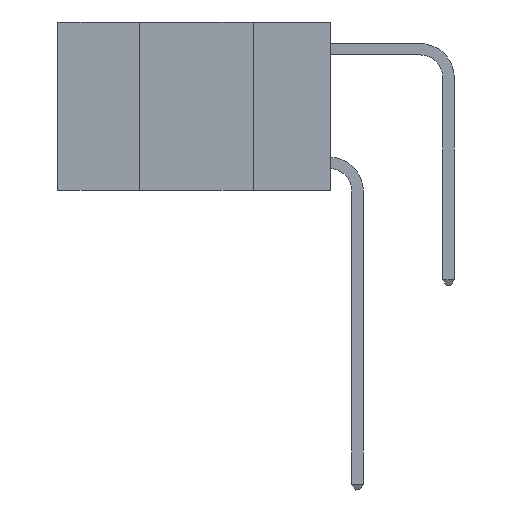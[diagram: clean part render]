
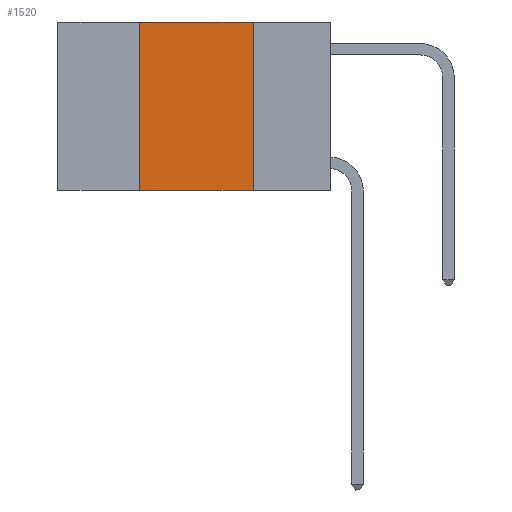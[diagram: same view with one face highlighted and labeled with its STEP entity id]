
A CAD part, left-side view. The second image highlights one B-rep face of the part: STEP entity #1520.
In plain terms, the highlighted planar face has unit normal (-1, 0, 0).
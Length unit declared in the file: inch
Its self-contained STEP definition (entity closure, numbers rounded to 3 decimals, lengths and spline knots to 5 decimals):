
#508 = VERTEX_POINT ( 'NONE', #1631 ) ;
#871 = ORIENTED_EDGE ( 'NONE', *, *, #9495, .F. ) ;
#1520 = ADVANCED_FACE ( 'NONE', ( #3643 ), #14290, .F. ) ;
#1631 = CARTESIAN_POINT ( 'NONE',  ( 0., 0.42, -0.37 ) ) ;
#1859 = VERTEX_POINT ( 'NONE', #12669 ) ;
#2070 = CARTESIAN_POINT ( 'NONE',  ( 0., 0.6, -0.37 ) ) ;
#2122 = EDGE_CURVE ( 'NONE', #508, #9515, #13641, .T. ) ;
#2132 = ORIENTED_EDGE ( 'NONE', *, *, #3658, .F. ) ;
#2889 = CARTESIAN_POINT ( 'NONE',  ( 0., 0.6, 0. ) ) ;
#2908 = LINE ( 'NONE', #10227, #14727 ) ;
#3156 = EDGE_LOOP ( 'NONE', ( #2132, #871, #7492, #6883 ) ) ;
#3643 = FACE_OUTER_BOUND ( 'NONE', #3156, .T. ) ;
#3658 = EDGE_CURVE ( 'NONE', #5366, #1859, #10035, .T. ) ;
#3963 = DIRECTION ( 'NONE',  ( 0., 0., 1. ) ) ;
#4896 = VECTOR ( 'NONE', #3963, 39.37008 ) ;
#5297 = DIRECTION ( 'NONE',  ( 0., 0., -1. ) ) ;
#5366 = VERTEX_POINT ( 'NONE', #8447 ) ;
#5720 = DIRECTION ( 'NONE',  ( 0., -1., 0. ) ) ;
#6001 = LINE ( 'NONE', #2070, #6344 ) ;
#6344 = VECTOR ( 'NONE', #8918, 39.37008 ) ;
#6686 = VECTOR ( 'NONE', #6911, 39.37008 ) ;
#6883 = ORIENTED_EDGE ( 'NONE', *, *, #13599, .T. ) ;
#6911 = DIRECTION ( 'NONE',  ( 0., 0., -1. ) ) ;
#7014 = DIRECTION ( 'NONE',  ( 1., 0., 0. ) ) ;
#7492 = ORIENTED_EDGE ( 'NONE', *, *, #2122, .F. ) ;
#8047 = CARTESIAN_POINT ( 'NONE',  ( 0., 0.17, 0. ) ) ;
#8447 = CARTESIAN_POINT ( 'NONE',  ( 0., 0.17, 0. ) ) ;
#8918 = DIRECTION ( 'NONE',  ( 0., -1., 0. ) ) ;
#9495 = EDGE_CURVE ( 'NONE', #9515, #5366, #2908, .T. ) ;
#9515 = VERTEX_POINT ( 'NONE', #12578 ) ;
#10035 = LINE ( 'NONE', #8047, #6686 ) ;
#10227 = CARTESIAN_POINT ( 'NONE',  ( 0., 0.6, 0. ) ) ;
#11960 = CARTESIAN_POINT ( 'NONE',  ( 0., 0.42, 0. ) ) ;
#12578 = CARTESIAN_POINT ( 'NONE',  ( 0., 0.42, 0. ) ) ;
#12585 = AXIS2_PLACEMENT_3D ( 'NONE', #2889, #7014, #5297 ) ;
#12669 = CARTESIAN_POINT ( 'NONE',  ( 0., 0.17, -0.37 ) ) ;
#13599 = EDGE_CURVE ( 'NONE', #508, #1859, #6001, .T. ) ;
#13641 = LINE ( 'NONE', #11960, #4896 ) ;
#14290 = PLANE ( 'NONE',  #12585 ) ;
#14727 = VECTOR ( 'NONE', #5720, 39.37008 ) ;
